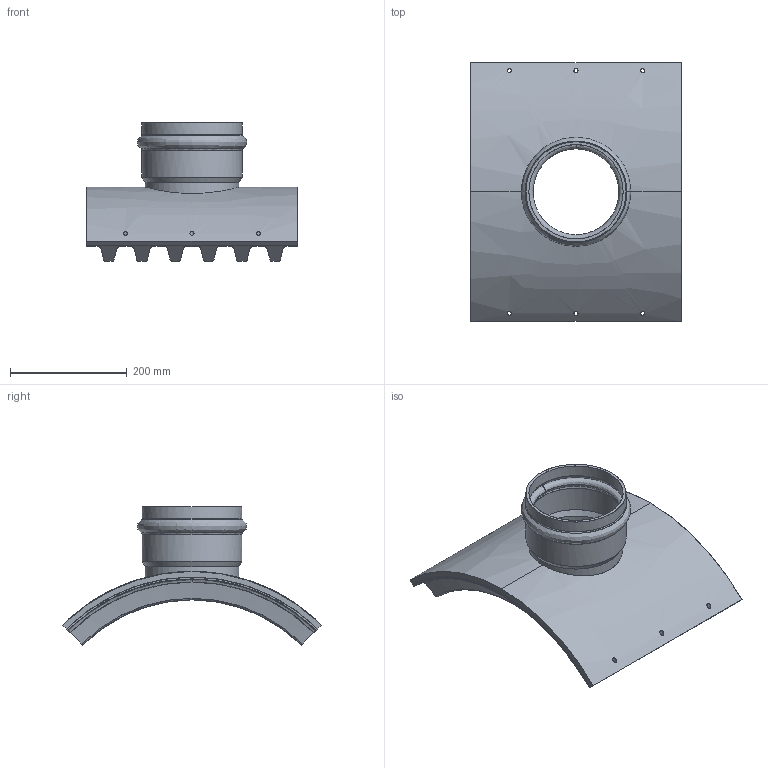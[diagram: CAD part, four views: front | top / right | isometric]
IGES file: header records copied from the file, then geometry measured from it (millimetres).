
Start section: C
Global section: file name: GWR50521590.igs; native system: By Siemens PLM Incorporated; preprocessor: XPlus GENERIC/IGES 20.0.26; author: Author; organization: Title; date: 20190821.213029; units: millimetre
Bounding box: 360 x 442.72 x 236.53 mm (x, y, z)
Surface area: 936999.1 mm2 (no closed solid volume)
Topology: 0 solids, 0 shells, 141 faces, 794 edges, 792 vertices
Faces by surface type: bspline 141
